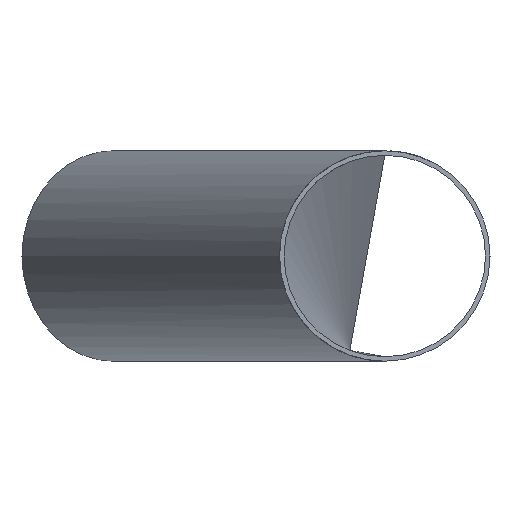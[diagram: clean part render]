
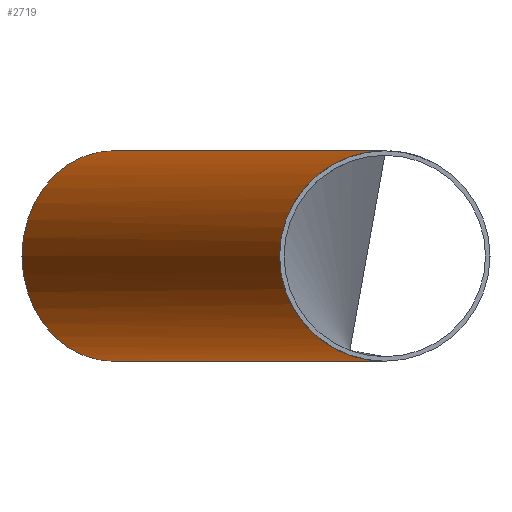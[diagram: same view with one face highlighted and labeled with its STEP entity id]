
A CAD part, left-side view. The second image highlights one B-rep face of the part: STEP entity #2719.
In plain terms, the highlighted cylindrical face has radius 69.85 mm (diameter 139.7 mm), a full revolution.
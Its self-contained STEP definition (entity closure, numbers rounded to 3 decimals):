
#607 = CARTESIAN_POINT ( 'NONE',  ( -121.184, 0., -69.85 ) ) ;
#1253 = VERTEX_POINT ( 'NONE', #4796 ) ;
#1746 = CARTESIAN_POINT ( 'NONE',  ( 191.178, 180.342, 0. ) ) ;
#2160 = CARTESIAN_POINT ( 'NONE',  ( -158.616, 139.7, -69.85 ) ) ;
#2719 = ADVANCED_FACE ( 'NONE', ( #21387, #15669 ), #19338, .T. ) ;
#3864 = DIRECTION ( 'NONE',  ( -0.5, 0.866, 0. ) ) ;
#4796 = CARTESIAN_POINT ( 'NONE',  ( -121.184, 0., 69.85 ) ) ;
#5030 = CIRCLE ( 'NONE', #27564, 69.85 ) ;
#5178 = CARTESIAN_POINT ( 'NONE',  ( 191.178, 180.342, 0. ) ) ;
#5493 = CARTESIAN_POINT ( 'NONE',  ( 400.184, 139.7, -69.85 ) ) ;
#8385 = ORIENTED_EDGE ( 'NONE', *, *, #24230, .F. ) ;
#8669 = VERTEX_POINT ( 'NONE', #21295 ) ;
#10700 = DIRECTION ( 'NONE',  ( -0.5, 0.866, 0. ) ) ;
#11001 = ORIENTED_EDGE ( 'NONE', *, *, #25836, .F. ) ;
#12126 = ORIENTED_EDGE ( 'NONE', *, *, #26744, .F. ) ;
#12906 =( BOUNDED_CURVE ( )  B_SPLINE_CURVE ( 3, ( #18255, #5493, #27051, #27148 ),
 .UNSPECIFIED., .F., .F. ) 
 B_SPLINE_CURVE_WITH_KNOTS ( ( 4, 4 ),
 ( 1.571, 4.712 ),
 .UNSPECIFIED. ) 
 CURVE ( )  GEOMETRIC_REPRESENTATION_ITEM ( )  RATIONAL_B_SPLINE_CURVE ( ( 1., 0.333, 0.333, 1. ) ) 
 REPRESENTATION_ITEM ( '' )  );
#13441 = VERTEX_POINT ( 'NONE', #13949 ) ;
#13949 = CARTESIAN_POINT ( 'NONE',  ( -121.184, 0., -69.85 ) ) ;
#15669 = FACE_OUTER_BOUND ( 'NONE', #16545, .T. ) ;
#16545 = EDGE_LOOP ( 'NONE', ( #12126 ) ) ;
#18255 = CARTESIAN_POINT ( 'NONE',  ( -121.184, 0., -69.85 ) ) ;
#19338 = CYLINDRICAL_SURFACE ( 'NONE', #23978, 69.85 ) ;
#21202 = CARTESIAN_POINT ( 'NONE',  ( -121.184, 0., 69.85 ) ) ;
#21295 = CARTESIAN_POINT ( 'NONE',  ( 156.253, 240.834, 0. ) ) ;
#21387 = FACE_OUTER_BOUND ( 'NONE', #24688, .T. ) ;
#23978 = AXIS2_PLACEMENT_3D ( 'NONE', #5178, #25066, #10700 ) ;
#24230 = EDGE_CURVE ( 'NONE', #13441, #1253, #12906, .T. ) ;
#24688 = EDGE_LOOP ( 'NONE', ( #8385, #11001 ) ) ;
#24872 = DIRECTION ( 'NONE',  ( 0.866, 0.5, 0. ) ) ;
#25066 = DIRECTION ( 'NONE',  ( 0.866, 0.5, 0. ) ) ;
#25376 =( BOUNDED_CURVE ( )  B_SPLINE_CURVE ( 3, ( #21202, #25480, #2160, #607 ),
 .UNSPECIFIED., .F., .F. ) 
 B_SPLINE_CURVE_WITH_KNOTS ( ( 4, 4 ),
 ( 4.712, 7.854 ),
 .UNSPECIFIED. ) 
 CURVE ( )  GEOMETRIC_REPRESENTATION_ITEM ( )  RATIONAL_B_SPLINE_CURVE ( ( 1., 0.333, 0.333, 1. ) ) 
 REPRESENTATION_ITEM ( '' )  );
#25480 = CARTESIAN_POINT ( 'NONE',  ( -158.616, 139.7, 69.85 ) ) ;
#25836 = EDGE_CURVE ( 'NONE', #1253, #13441, #25376, .T. ) ;
#26744 = EDGE_CURVE ( 'NONE', #8669, #8669, #5030, .T. ) ;
#27051 = CARTESIAN_POINT ( 'NONE',  ( 400.184, 139.7, 69.85 ) ) ;
#27148 = CARTESIAN_POINT ( 'NONE',  ( -121.184, 0., 69.85 ) ) ;
#27564 = AXIS2_PLACEMENT_3D ( 'NONE', #1746, #24872, #3864 ) ;
